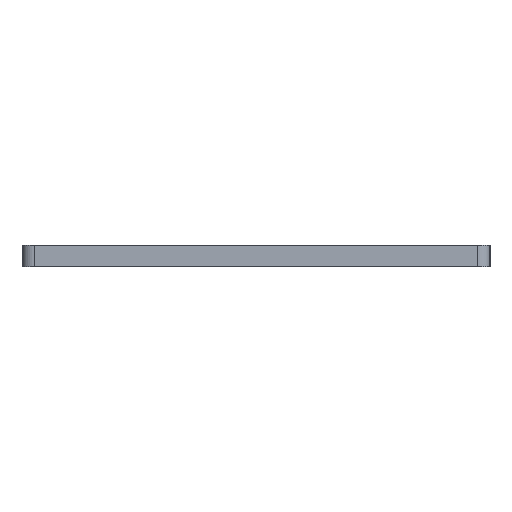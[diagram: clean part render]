
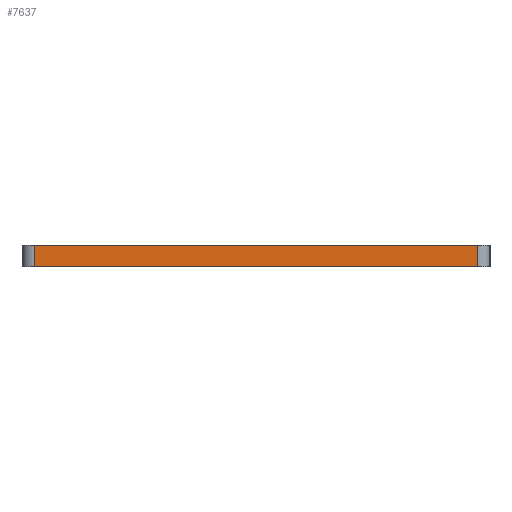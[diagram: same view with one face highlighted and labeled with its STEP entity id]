
A CAD part, left-side view. The second image highlights one B-rep face of the part: STEP entity #7637.
In plain terms, the highlighted planar face has unit normal (-1, 0, 0).
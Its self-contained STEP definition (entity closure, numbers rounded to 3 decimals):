
#261=PLANE('',#8407);
#631=FACE_OUTER_BOUND('',#1043,.T.);
#1043=EDGE_LOOP('',(#6651,#6652,#6653,#6654));
#1152=LINE('',#10944,#1891);
#1282=LINE('',#11472,#2021);
#1315=LINE('',#11557,#2054);
#1815=LINE('',#12901,#2554);
#1891=VECTOR('',#8622,10.);
#2021=VECTOR('',#9026,10.);
#2054=VECTOR('',#9113,10.);
#2554=VECTOR('',#10637,10.);
#3077=VERTEX_POINT('',#10941);
#3078=VERTEX_POINT('',#10943);
#3339=VERTEX_POINT('',#11470);
#3363=VERTEX_POINT('',#11553);
#3829=EDGE_CURVE('',#3078,#3077,#1152,.T.);
#4093=EDGE_CURVE('',#3339,#3077,#1282,.T.);
#4136=EDGE_CURVE('',#3078,#3363,#1315,.T.);
#4808=EDGE_CURVE('',#3363,#3339,#1815,.T.);
#6651=ORIENTED_EDGE('',*,*,#4093,.F.);
#6652=ORIENTED_EDGE('',*,*,#4808,.F.);
#6653=ORIENTED_EDGE('',*,*,#4136,.F.);
#6654=ORIENTED_EDGE('',*,*,#3829,.T.);
#7637=ADVANCED_FACE('',(#631),#261,.T.);
#8407=AXIS2_PLACEMENT_3D('',#12900,#10635,#10636);
#8622=DIRECTION('',(0.,1.,0.));
#9026=DIRECTION('',(0.,0.,1.));
#9113=DIRECTION('',(0.,0.,-1.));
#10635=DIRECTION('center_axis',(-1.,0.,0.));
#10636=DIRECTION('ref_axis',(0.,1.,0.));
#10637=DIRECTION('',(0.,1.,0.));
#10941=CARTESIAN_POINT('',(0.,74.2,-1.5));
#10943=CARTESIAN_POINT('',(0.,2.,-1.5));
#10944=CARTESIAN_POINT('',(0.,0.,-1.5));
#11470=CARTESIAN_POINT('',(0.,74.2,-5.));
#11472=CARTESIAN_POINT('',(0.,74.2,-1.5));
#11553=CARTESIAN_POINT('',(0.,2.,-5.));
#11557=CARTESIAN_POINT('',(0.,2.,-1.5));
#12900=CARTESIAN_POINT('Origin',(0.,0.,-1.5));
#12901=CARTESIAN_POINT('',(0.,0.,-5.));
